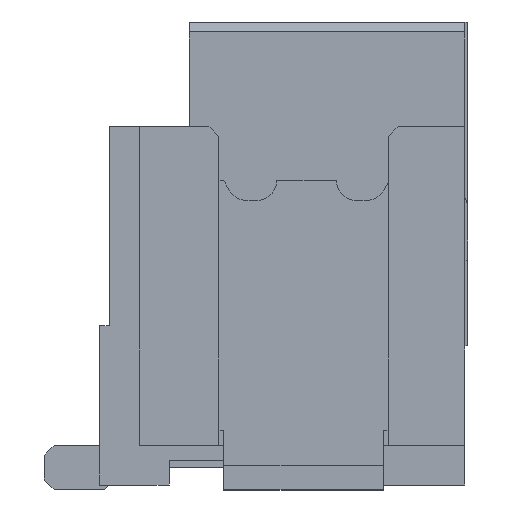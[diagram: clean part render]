
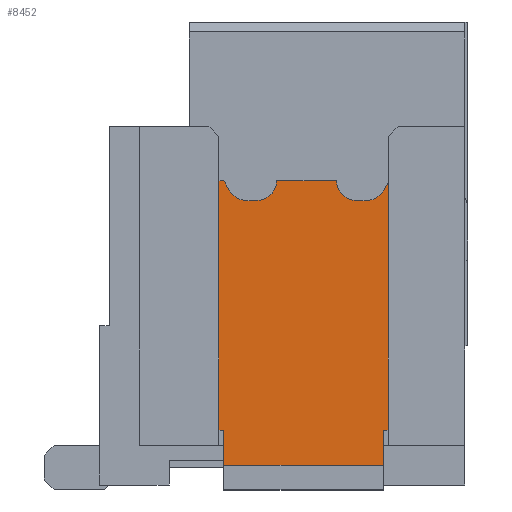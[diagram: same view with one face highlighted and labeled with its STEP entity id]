
A CAD part, left-side view. The second image highlights one B-rep face of the part: STEP entity #8452.
In plain terms, the highlighted planar face has unit normal (-1, 0, 0).
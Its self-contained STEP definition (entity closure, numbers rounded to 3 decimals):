
#212=PLANE('',#8933);
#636=FACE_OUTER_BOUND('',#1099,.T.);
#1099=EDGE_LOOP('',(#7077,#7078,#7079,#7080,#7081,#7082,#7083,#7084,#7085,
#7086,#7087,#7088,#7089,#7090,#7091,#7092,#7093));
#1382=CIRCLE('',#8934,0.2);
#1383=CIRCLE('',#8935,0.2);
#1384=CIRCLE('',#8936,0.2);
#1385=CIRCLE('',#8937,0.2);
#2101=LINE('',#12786,#3286);
#2120=LINE('',#12822,#3305);
#2121=LINE('',#12825,#3306);
#2135=LINE('',#12859,#3320);
#2136=LINE('',#12864,#3321);
#2137=LINE('',#12868,#3322);
#2138=LINE('',#12872,#3323);
#2139=LINE('',#12876,#3324);
#2140=LINE('',#12877,#3325);
#2141=LINE('',#12879,#3326);
#2142=LINE('',#12881,#3327);
#2143=LINE('',#12883,#3328);
#2144=LINE('',#12884,#3329);
#3286=VECTOR('',#10290,2.507);
#3305=VECTOR('',#10321,2.488);
#3306=VECTOR('',#10324,0.05);
#3320=VECTOR('',#10350,0.094);
#3321=VECTOR('',#10355,0.1);
#3322=VECTOR('',#10358,0.6);
#3323=VECTOR('',#10361,0.1);
#3324=VECTOR('',#10364,0.115);
#3325=VECTOR('',#10365,0.049);
#3326=VECTOR('',#10366,0.05);
#3327=VECTOR('',#10367,0.35);
#3328=VECTOR('',#10368,1.6);
#3329=VECTOR('',#10369,0.35);
#4307=VERTEX_POINT('',#12779);
#4310=VERTEX_POINT('',#12784);
#4319=VERTEX_POINT('',#12816);
#4321=VERTEX_POINT('',#12820);
#4322=VERTEX_POINT('',#12824);
#4336=VERTEX_POINT('',#12857);
#4337=VERTEX_POINT('',#12861);
#4338=VERTEX_POINT('',#12863);
#4339=VERTEX_POINT('',#12865);
#4340=VERTEX_POINT('',#12867);
#4341=VERTEX_POINT('',#12869);
#4342=VERTEX_POINT('',#12871);
#4343=VERTEX_POINT('',#12873);
#4344=VERTEX_POINT('',#12875);
#4345=VERTEX_POINT('',#12878);
#4346=VERTEX_POINT('',#12880);
#4347=VERTEX_POINT('',#12882);
#5300=EDGE_CURVE('',#4307,#4310,#2101,.T.);
#5319=EDGE_CURVE('',#4319,#4321,#2120,.T.);
#5320=EDGE_CURVE('',#4322,#4319,#2121,.T.);
#5338=EDGE_CURVE('',#4321,#4336,#2135,.T.);
#5339=EDGE_CURVE('',#4336,#4337,#1382,.T.);
#5340=EDGE_CURVE('',#4337,#4338,#2136,.T.);
#5341=EDGE_CURVE('',#4338,#4339,#1383,.T.);
#5342=EDGE_CURVE('',#4339,#4340,#2137,.T.);
#5343=EDGE_CURVE('',#4340,#4341,#1384,.T.);
#5344=EDGE_CURVE('',#4341,#4342,#2138,.T.);
#5345=EDGE_CURVE('',#4342,#4343,#1385,.T.);
#5346=EDGE_CURVE('',#4343,#4344,#2139,.T.);
#5347=EDGE_CURVE('',#4307,#4344,#2140,.T.);
#5348=EDGE_CURVE('',#4310,#4345,#2141,.T.);
#5349=EDGE_CURVE('',#4345,#4346,#2142,.T.);
#5350=EDGE_CURVE('',#4347,#4346,#2143,.T.);
#5351=EDGE_CURVE('',#4347,#4322,#2144,.T.);
#7077=ORIENTED_EDGE('',*,*,#5319,.T.);
#7078=ORIENTED_EDGE('',*,*,#5338,.T.);
#7079=ORIENTED_EDGE('',*,*,#5339,.T.);
#7080=ORIENTED_EDGE('',*,*,#5340,.T.);
#7081=ORIENTED_EDGE('',*,*,#5341,.T.);
#7082=ORIENTED_EDGE('',*,*,#5342,.T.);
#7083=ORIENTED_EDGE('',*,*,#5343,.T.);
#7084=ORIENTED_EDGE('',*,*,#5344,.T.);
#7085=ORIENTED_EDGE('',*,*,#5345,.T.);
#7086=ORIENTED_EDGE('',*,*,#5346,.T.);
#7087=ORIENTED_EDGE('',*,*,#5347,.F.);
#7088=ORIENTED_EDGE('',*,*,#5300,.T.);
#7089=ORIENTED_EDGE('',*,*,#5348,.T.);
#7090=ORIENTED_EDGE('',*,*,#5349,.T.);
#7091=ORIENTED_EDGE('',*,*,#5350,.F.);
#7092=ORIENTED_EDGE('',*,*,#5351,.T.);
#7093=ORIENTED_EDGE('',*,*,#5320,.T.);
#8452=ADVANCED_FACE('',(#636),#212,.T.);
#8933=AXIS2_PLACEMENT_3D('',#12860,#10351,#10352);
#8934=AXIS2_PLACEMENT_3D('',#12862,#10353,#10354);
#8935=AXIS2_PLACEMENT_3D('',#12866,#10356,#10357);
#8936=AXIS2_PLACEMENT_3D('',#12870,#10359,#10360);
#8937=AXIS2_PLACEMENT_3D('',#12874,#10362,#10363);
#10290=DIRECTION('',(0.,0.,-1.));
#10321=DIRECTION('',(0.,0.,1.));
#10324=DIRECTION('',(0.,-1.,0.));
#10350=DIRECTION('',(0.,0.5,-0.866));
#10351=DIRECTION('center_axis',(-1.,0.,0.));
#10352=DIRECTION('ref_axis',(0.,-1.,0.));
#10353=DIRECTION('center_axis',(1.,0.,0.));
#10354=DIRECTION('ref_axis',(0.,-0.866,-0.5));
#10355=DIRECTION('',(0.,1.,0.));
#10356=DIRECTION('center_axis',(1.,0.,0.));
#10357=DIRECTION('ref_axis',(0.,0.,-1.));
#10358=DIRECTION('',(0.,1.,0.));
#10359=DIRECTION('center_axis',(1.,0.,0.));
#10360=DIRECTION('ref_axis',(0.,-1.,0.));
#10361=DIRECTION('',(0.,1.,0.));
#10362=DIRECTION('center_axis',(1.,0.,0.));
#10363=DIRECTION('ref_axis',(0.,0.,-1.));
#10364=DIRECTION('',(0.,0.5,0.866));
#10365=DIRECTION('',(0.,-1.,0.));
#10366=DIRECTION('',(0.,-1.,0.));
#10367=DIRECTION('',(0.,0.,-1.));
#10368=DIRECTION('',(0.,1.,0.));
#10369=DIRECTION('',(0.,0.,1.));
#12779=CARTESIAN_POINT('',(-7.362,0.653,3.057));
#12784=CARTESIAN_POINT('',(-7.362,0.653,0.55));
#12786=CARTESIAN_POINT('',(-7.362,0.653,3.057));
#12816=CARTESIAN_POINT('',(-7.362,-1.047,0.55));
#12820=CARTESIAN_POINT('',(-7.362,-1.047,3.038));
#12822=CARTESIAN_POINT('',(-7.362,-1.047,0.55));
#12824=CARTESIAN_POINT('',(-7.362,-0.997,0.55));
#12825=CARTESIAN_POINT('',(-7.362,-0.997,0.55));
#12857=CARTESIAN_POINT('',(-7.362,-1.,2.957));
#12859=CARTESIAN_POINT('',(-7.362,-1.047,3.038));
#12860=CARTESIAN_POINT('Origin',(-7.362,-0.197,1.782));
#12861=CARTESIAN_POINT('',(-7.362,-0.827,2.857));
#12862=CARTESIAN_POINT('Origin',(-7.362,-0.827,3.057));
#12863=CARTESIAN_POINT('',(-7.362,-0.727,2.857));
#12864=CARTESIAN_POINT('',(-7.362,-0.827,2.857));
#12865=CARTESIAN_POINT('',(-7.362,-0.527,3.057));
#12866=CARTESIAN_POINT('Origin',(-7.362,-0.727,3.057));
#12867=CARTESIAN_POINT('',(-7.362,0.073,3.057));
#12868=CARTESIAN_POINT('',(-7.362,-0.527,3.057));
#12869=CARTESIAN_POINT('',(-7.362,0.273,2.857));
#12870=CARTESIAN_POINT('Origin',(-7.362,0.273,3.057));
#12871=CARTESIAN_POINT('',(-7.362,0.373,2.857));
#12872=CARTESIAN_POINT('',(-7.362,0.273,2.857));
#12873=CARTESIAN_POINT('',(-7.362,0.546,2.957));
#12874=CARTESIAN_POINT('Origin',(-7.362,0.373,3.057));
#12875=CARTESIAN_POINT('',(-7.362,0.604,3.057));
#12876=CARTESIAN_POINT('',(-7.362,0.546,2.957));
#12877=CARTESIAN_POINT('',(-7.362,0.653,3.057));
#12878=CARTESIAN_POINT('',(-7.362,0.603,0.55));
#12879=CARTESIAN_POINT('',(-7.362,0.653,0.55));
#12880=CARTESIAN_POINT('',(-7.362,0.603,0.2));
#12881=CARTESIAN_POINT('',(-7.362,0.603,0.55));
#12882=CARTESIAN_POINT('',(-7.362,-0.997,0.2));
#12883=CARTESIAN_POINT('',(-7.362,-0.997,0.2));
#12884=CARTESIAN_POINT('',(-7.362,-0.997,0.2));
